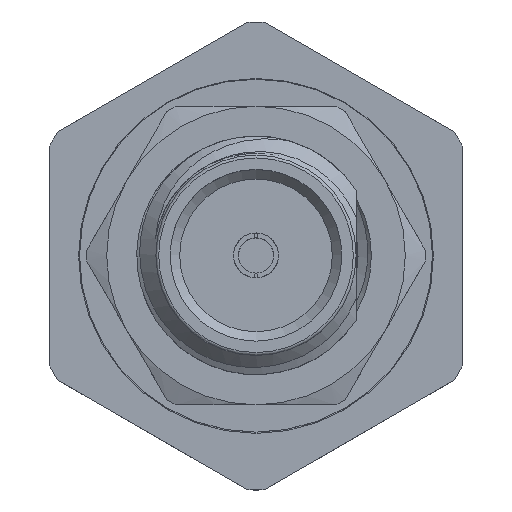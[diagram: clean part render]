
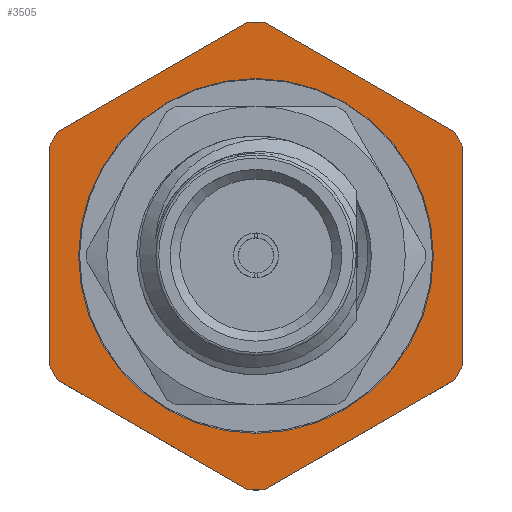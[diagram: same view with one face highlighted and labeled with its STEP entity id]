
A CAD part, top view. The second image highlights one B-rep face of the part: STEP entity #3505.
In plain terms, the highlighted planar face has unit normal (0, 0, 1).
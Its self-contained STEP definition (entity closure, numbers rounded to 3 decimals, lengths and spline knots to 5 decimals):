
#41 = DIRECTION ( 'NONE',  ( 1., 0., 0. ) ) ;
#93 = EDGE_LOOP ( 'NONE', ( #32770 ) ) ;
#134 = ORIENTED_EDGE ( 'NONE', *, *, #36856, .T. ) ;
#153 = DIRECTION ( 'NONE',  ( 0., -1., 0. ) ) ;
#405 = VERTEX_POINT ( 'NONE', #12978 ) ;
#1168 = LINE ( 'NONE', #13976, #33205 ) ;
#1240 = EDGE_LOOP ( 'NONE', ( #15469, #49624, #18338, #40209, #53373, #31845, #18399, #43837, #134, #27813, #5575, #10271 ) ) ;
#2012 = AXIS2_PLACEMENT_3D ( 'NONE', #50089, #19511, #19798 ) ;
#2239 = AXIS2_PLACEMENT_3D ( 'NONE', #51962, #17112, #31110 ) ;
#2489 = EDGE_CURVE ( 'NONE', #33339, #48631, #7443, .T. ) ;
#2890 = DIRECTION ( 'NONE',  ( 0., 0., 1. ) ) ;
#2892 = CARTESIAN_POINT ( 'NONE',  ( -0.20802, 0.12993, 0. ) ) ;
#3505 = ADVANCED_FACE ( 'NONE', ( #51986, #12298 ), #26295, .T. ) ;
#4019 = DIRECTION ( 'NONE',  ( 0., 0., 1. ) ) ;
#4116 = VECTOR ( 'NONE', #23428, 39.37008 ) ;
#4180 = AXIS2_PLACEMENT_3D ( 'NONE', #13547, #22405, #39849 ) ;
#4600 = CARTESIAN_POINT ( 'NONE',  ( 0., 0., 0. ) ) ;
#5531 = VERTEX_POINT ( 'NONE', #2892 ) ;
#5544 = CARTESIAN_POINT ( 'NONE',  ( -0.21654, 0.12502, 0. ) ) ;
#5575 = ORIENTED_EDGE ( 'NONE', *, *, #43835, .T. ) ;
#7443 = CIRCLE ( 'NONE', #2012, 0.24527 ) ;
#8101 = LINE ( 'NONE', #34383, #24732 ) ;
#8591 = DIRECTION ( 'NONE',  ( 0., 0., 1. ) ) ;
#8689 = CIRCLE ( 'NONE', #44262, 0.24527 ) ;
#8743 = VECTOR ( 'NONE', #19681, 39.37008 ) ;
#9945 = EDGE_CURVE ( 'NONE', #33516, #12343, #1168, .T. ) ;
#10073 = DIRECTION ( 'NONE',  ( 1., 0., 0. ) ) ;
#10271 = ORIENTED_EDGE ( 'NONE', *, *, #2489, .T. ) ;
#10569 = CIRCLE ( 'NONE', #49788, 0.24527 ) ;
#11723 = EDGE_CURVE ( 'NONE', #12343, #25547, #34180, .T. ) ;
#12298 = FACE_OUTER_BOUND ( 'NONE', #1240, .T. ) ;
#12343 = VERTEX_POINT ( 'NONE', #52291 ) ;
#12356 = VECTOR ( 'NONE', #153, 39.37008 ) ;
#12676 = EDGE_CURVE ( 'NONE', #41243, #5531, #40583, .T. ) ;
#12978 = CARTESIAN_POINT ( 'NONE',  ( -0.21654, 0.11519, 0. ) ) ;
#13547 = CARTESIAN_POINT ( 'NONE',  ( 0., 0., 0. ) ) ;
#13976 = CARTESIAN_POINT ( 'NONE',  ( 0.21654, -0.12502, 0. ) ) ;
#15459 = EDGE_CURVE ( 'NONE', #25547, #32128, #8101, .T. ) ;
#15469 = ORIENTED_EDGE ( 'NONE', *, *, #54976, .T. ) ;
#17112 = DIRECTION ( 'NONE',  ( 0., 0., 1. ) ) ;
#17215 = DIRECTION ( 'NONE',  ( -0.866, 0.5, 0. ) ) ;
#18338 = ORIENTED_EDGE ( 'NONE', *, *, #9945, .T. ) ;
#18399 = ORIENTED_EDGE ( 'NONE', *, *, #12676, .T. ) ;
#18679 = CARTESIAN_POINT ( 'NONE',  ( 0.20802, 0.12993, 0. ) ) ;
#19013 = LINE ( 'NONE', #40753, #41657 ) ;
#19511 = DIRECTION ( 'NONE',  ( 0., 0., 1. ) ) ;
#19681 = DIRECTION ( 'NONE',  ( 0.866, 0.5, 0. ) ) ;
#19798 = DIRECTION ( 'NONE',  ( 1., 0., 0. ) ) ;
#21411 = AXIS2_PLACEMENT_3D ( 'NONE', #37356, #28493, #25330 ) ;
#21528 = CIRCLE ( 'NONE', #25178, 0.186 ) ;
#22405 = DIRECTION ( 'NONE',  ( 0., 0., 1. ) ) ;
#22628 = CARTESIAN_POINT ( 'NONE',  ( 0., 0., 0. ) ) ;
#22927 = AXIS2_PLACEMENT_3D ( 'NONE', #4600, #8591, #47713 ) ;
#23428 = DIRECTION ( 'NONE',  ( -0.866, -0.5, 0. ) ) ;
#24343 = EDGE_CURVE ( 'NONE', #54071, #33516, #50571, .T. ) ;
#24732 = VECTOR ( 'NONE', #17215, 39.37008 ) ;
#25178 = AXIS2_PLACEMENT_3D ( 'NONE', #47705, #4019, #41 ) ;
#25202 = VERTEX_POINT ( 'NONE', #45148 ) ;
#25330 = DIRECTION ( 'NONE',  ( 1., 0., 0. ) ) ;
#25466 = CARTESIAN_POINT ( 'NONE',  ( 0.00851, 0.24512, 0. ) ) ;
#25547 = VERTEX_POINT ( 'NONE', #18679 ) ;
#26295 = PLANE ( 'NONE',  #22927 ) ;
#26930 = DIRECTION ( 'NONE',  ( 0., 0., 1. ) ) ;
#27398 = CARTESIAN_POINT ( 'NONE',  ( -0.00851, 0.24512, 0. ) ) ;
#27813 = ORIENTED_EDGE ( 'NONE', *, *, #49215, .T. ) ;
#28448 = DIRECTION ( 'NONE',  ( 0.866, -0.5, 0. ) ) ;
#28493 = DIRECTION ( 'NONE',  ( 0., 0., 1. ) ) ;
#31110 = DIRECTION ( 'NONE',  ( 1., 0., 0. ) ) ;
#31845 = ORIENTED_EDGE ( 'NONE', *, *, #55374, .T. ) ;
#32128 = VERTEX_POINT ( 'NONE', #25466 ) ;
#32436 = CIRCLE ( 'NONE', #4180, 0.24527 ) ;
#32770 = ORIENTED_EDGE ( 'NONE', *, *, #39100, .F. ) ;
#33205 = VECTOR ( 'NONE', #49130, 39.37008 ) ;
#33339 = VERTEX_POINT ( 'NONE', #37784 ) ;
#33516 = VERTEX_POINT ( 'NONE', #50771 ) ;
#34180 = CIRCLE ( 'NONE', #21411, 0.24527 ) ;
#34383 = CARTESIAN_POINT ( 'NONE',  ( 0.21654, 0.12502, 0. ) ) ;
#36856 = EDGE_CURVE ( 'NONE', #405, #38397, #48651, .T. ) ;
#37356 = CARTESIAN_POINT ( 'NONE',  ( 0., 0., 0. ) ) ;
#37454 = CARTESIAN_POINT ( 'NONE',  ( -0.21654, -0.11519, 0. ) ) ;
#37784 = CARTESIAN_POINT ( 'NONE',  ( -0.00851, -0.24512, 0. ) ) ;
#37980 = LINE ( 'NONE', #55073, #8743 ) ;
#38397 = VERTEX_POINT ( 'NONE', #37454 ) ;
#39100 = EDGE_CURVE ( 'NONE', #47718, #47718, #21528, .T. ) ;
#39849 = DIRECTION ( 'NONE',  ( 1., 0., 0. ) ) ;
#40209 = ORIENTED_EDGE ( 'NONE', *, *, #11723, .T. ) ;
#40583 = LINE ( 'NONE', #54816, #4116 ) ;
#40753 = CARTESIAN_POINT ( 'NONE',  ( -0.21654, -0.12502, 0. ) ) ;
#41243 = VERTEX_POINT ( 'NONE', #27398 ) ;
#41657 = VECTOR ( 'NONE', #28448, 39.37008 ) ;
#42020 = CARTESIAN_POINT ( 'NONE',  ( 0., 0., 0. ) ) ;
#43835 = EDGE_CURVE ( 'NONE', #25202, #33339, #19013, .T. ) ;
#43837 = ORIENTED_EDGE ( 'NONE', *, *, #52366, .T. ) ;
#44262 = AXIS2_PLACEMENT_3D ( 'NONE', #42020, #2890, #51395 ) ;
#44784 = CARTESIAN_POINT ( 'NONE',  ( 0.20802, -0.12993, 0. ) ) ;
#45148 = CARTESIAN_POINT ( 'NONE',  ( -0.20802, -0.12993, 0. ) ) ;
#47705 = CARTESIAN_POINT ( 'NONE',  ( 0., 0., 0. ) ) ;
#47713 = DIRECTION ( 'NONE',  ( 1., 0., 0. ) ) ;
#47718 = VERTEX_POINT ( 'NONE', #48842 ) ;
#48631 = VERTEX_POINT ( 'NONE', #55865 ) ;
#48651 = LINE ( 'NONE', #5544, #12356 ) ;
#48842 = CARTESIAN_POINT ( 'NONE',  ( 0.186, 0., 0. ) ) ;
#49130 = DIRECTION ( 'NONE',  ( 0., 1., 0. ) ) ;
#49215 = EDGE_CURVE ( 'NONE', #38397, #25202, #8689, .T. ) ;
#49624 = ORIENTED_EDGE ( 'NONE', *, *, #24343, .T. ) ;
#49788 = AXIS2_PLACEMENT_3D ( 'NONE', #22628, #26930, #10073 ) ;
#50089 = CARTESIAN_POINT ( 'NONE',  ( 0., 0., 0. ) ) ;
#50571 = CIRCLE ( 'NONE', #2239, 0.24527 ) ;
#50771 = CARTESIAN_POINT ( 'NONE',  ( 0.21654, -0.11519, 0. ) ) ;
#51395 = DIRECTION ( 'NONE',  ( 1., 0., 0. ) ) ;
#51962 = CARTESIAN_POINT ( 'NONE',  ( 0., 0., 0. ) ) ;
#51986 = FACE_BOUND ( 'NONE', #93, .T. ) ;
#52291 = CARTESIAN_POINT ( 'NONE',  ( 0.21654, 0.11519, 0. ) ) ;
#52366 = EDGE_CURVE ( 'NONE', #5531, #405, #32436, .T. ) ;
#53373 = ORIENTED_EDGE ( 'NONE', *, *, #15459, .T. ) ;
#54071 = VERTEX_POINT ( 'NONE', #44784 ) ;
#54816 = CARTESIAN_POINT ( 'NONE',  ( 0., 0.25003, 0. ) ) ;
#54976 = EDGE_CURVE ( 'NONE', #48631, #54071, #37980, .T. ) ;
#55073 = CARTESIAN_POINT ( 'NONE',  ( 0., -0.25003, 0. ) ) ;
#55374 = EDGE_CURVE ( 'NONE', #32128, #41243, #10569, .T. ) ;
#55865 = CARTESIAN_POINT ( 'NONE',  ( 0.00851, -0.24512, 0. ) ) ;
